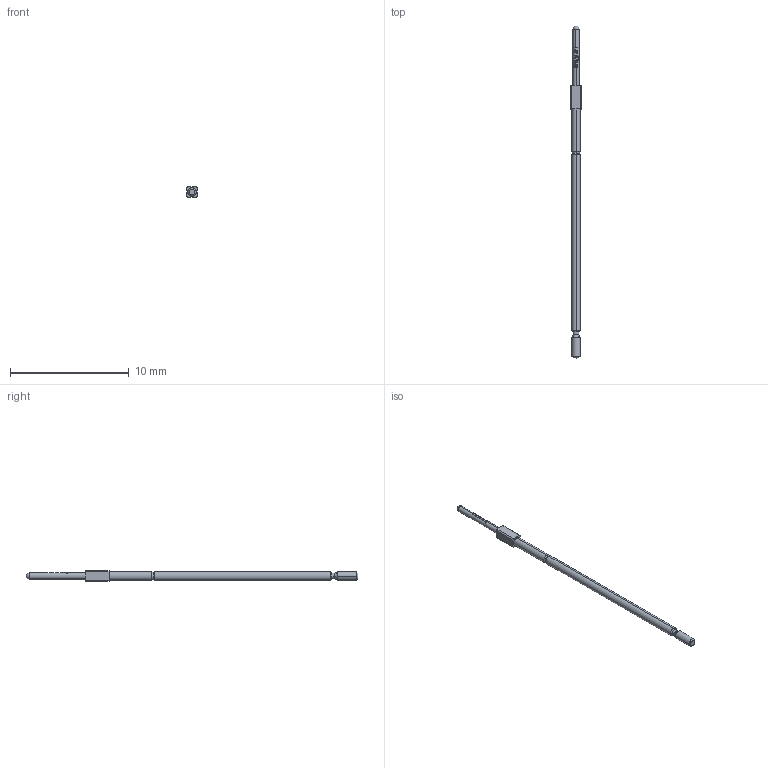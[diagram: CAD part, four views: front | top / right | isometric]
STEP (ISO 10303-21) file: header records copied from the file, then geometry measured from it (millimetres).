
FILE_DESCRIPTION (( 'STEP AP203' ), '1' );
FILE_NAME ('INGUN_GKS-087_305_050_A_xx02_M.STEP', '2021-10-01T06:09:13', ( 'ochi' ), ( '' ), 'SwSTEP 2.0', 'SolidWorks 2018', '' );
FILE_SCHEMA (( 'CONFIG_CONTROL_DESIGN' ));
Length unit declared in the file: millimetre
Products named in the file (1): INGUN_GKS-087_305_050_A_xx02_M
Bounding box: 0.9 x 28 x 0.9 mm (x, y, z)
Volume: 11.6 mm3; surface area: 65.1 mm2
Topology: 1 solids, 1 shells, 106 faces, 287 edges, 186 vertices
Faces by surface type: plane 38, cylinder 33, bspline 22, torus 8, cone 4, sphere 1
Entity records: 4502 total; most frequent: CARTESIAN_POINT 2186, ORIENTED_EDGE 568, DIRECTION 306, EDGE_CURVE 284, B_SPLINE_CURVE_WITH_KNOTS 192, VERTEX_POINT 184, AXIS2_PLACEMENT_3D 129, EDGE_LOOP 110
